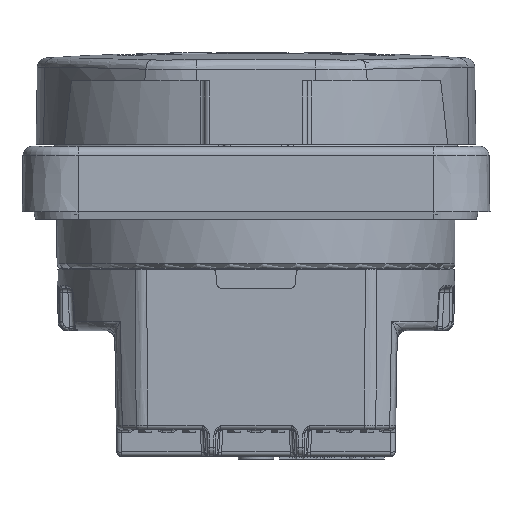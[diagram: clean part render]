
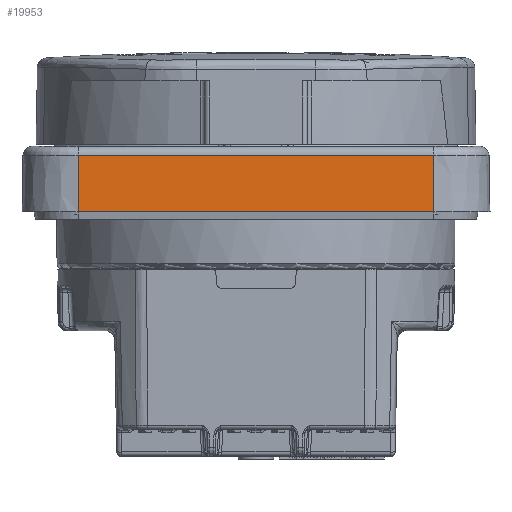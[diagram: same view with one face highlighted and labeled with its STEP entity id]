
A CAD part, front view. The second image highlights one B-rep face of the part: STEP entity #19953.
In plain terms, the highlighted planar face has unit normal (0, -1, 0.018).
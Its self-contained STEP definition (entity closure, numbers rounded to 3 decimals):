
#21 = EDGE_CURVE ( 'NONE', #18970, #36753, #20240, .T. ) ;
#3814 = DIRECTION ( 'NONE',  ( -1., 0., 0. ) ) ;
#4345 = CARTESIAN_POINT ( 'NONE',  ( 19., -25., 11. ) ) ;
#6610 = VECTOR ( 'NONE', #20992, 1000. ) ;
#8650 = ORIENTED_EDGE ( 'NONE', *, *, #21, .T. ) ;
#9399 = LINE ( 'NONE', #45143, #60582 ) ;
#9473 = DIRECTION ( 'NONE',  ( 0., -0.017, -1. ) ) ;
#11061 = VECTOR ( 'NONE', #26632, 1000. ) ;
#16215 = ORIENTED_EDGE ( 'NONE', *, *, #36635, .F. ) ;
#18970 = VERTEX_POINT ( 'NONE', #28638 ) ;
#19953 = ADVANCED_FACE ( 'NONE', ( #46158 ), #39820, .T. ) ;
#20236 = VECTOR ( 'NONE', #48057, 1000. ) ;
#20240 = LINE ( 'NONE', #56745, #6610 ) ;
#20992 = DIRECTION ( 'NONE',  ( 0., 0.017, 1. ) ) ;
#26339 = ORIENTED_EDGE ( 'NONE', *, *, #32786, .T. ) ;
#26632 = DIRECTION ( 'NONE',  ( 0., 0.017, 1. ) ) ;
#28638 = CARTESIAN_POINT ( 'NONE',  ( 19., -25., 11. ) ) ;
#32786 = EDGE_CURVE ( 'NONE', #36753, #33211, #9399, .T. ) ;
#32930 = VERTEX_POINT ( 'NONE', #46891 ) ;
#33211 = VERTEX_POINT ( 'NONE', #38762 ) ;
#36635 = EDGE_CURVE ( 'NONE', #18970, #32930, #45818, .T. ) ;
#36753 = VERTEX_POINT ( 'NONE', #54066 ) ;
#38762 = CARTESIAN_POINT ( 'NONE',  ( -19., -24.895, 17.017 ) ) ;
#39820 = PLANE ( 'NONE',  #55598 ) ;
#40035 = DIRECTION ( 'NONE',  ( 0., -1., 0.017 ) ) ;
#45143 = CARTESIAN_POINT ( 'NONE',  ( 19., -24.895, 17.017 ) ) ;
#45818 = LINE ( 'NONE', #53377, #20236 ) ;
#46158 = FACE_OUTER_BOUND ( 'NONE', #62573, .T. ) ;
#46891 = CARTESIAN_POINT ( 'NONE',  ( -19., -25., 11. ) ) ;
#48057 = DIRECTION ( 'NONE',  ( -1., 0., 0. ) ) ;
#49870 = ORIENTED_EDGE ( 'NONE', *, *, #61456, .F. ) ;
#53377 = CARTESIAN_POINT ( 'NONE',  ( 19., -25., 11. ) ) ;
#54066 = CARTESIAN_POINT ( 'NONE',  ( 19., -24.895, 17.017 ) ) ;
#55598 = AXIS2_PLACEMENT_3D ( 'NONE', #4345, #40035, #9473 ) ;
#56745 = CARTESIAN_POINT ( 'NONE',  ( 19., -25., 11. ) ) ;
#60582 = VECTOR ( 'NONE', #3814, 1000. ) ;
#61456 = EDGE_CURVE ( 'NONE', #32930, #33211, #65541, .T. ) ;
#62410 = CARTESIAN_POINT ( 'NONE',  ( -19., -25., 11. ) ) ;
#62573 = EDGE_LOOP ( 'NONE', ( #8650, #26339, #49870, #16215 ) ) ;
#65541 = LINE ( 'NONE', #62410, #11061 ) ;
